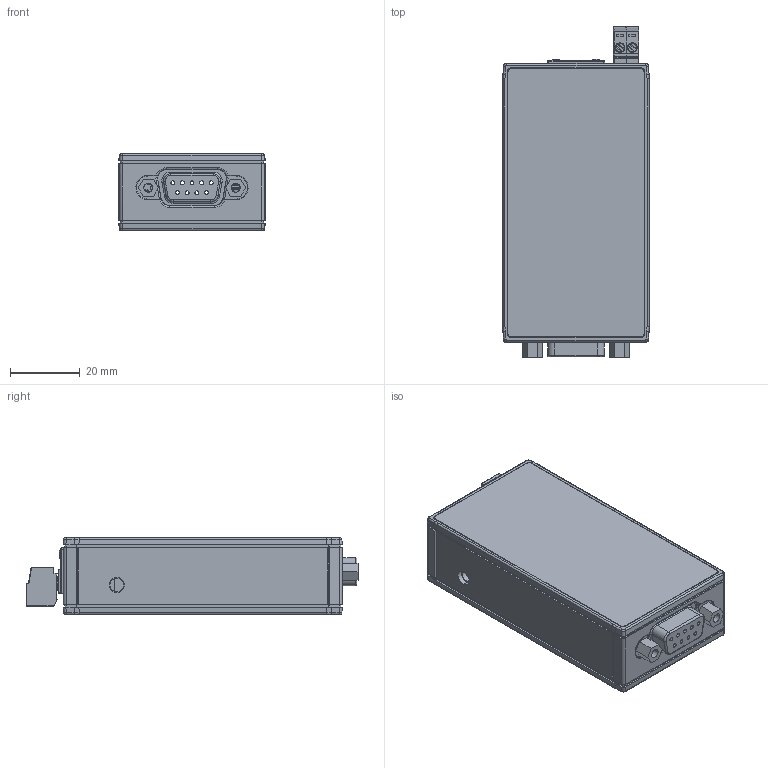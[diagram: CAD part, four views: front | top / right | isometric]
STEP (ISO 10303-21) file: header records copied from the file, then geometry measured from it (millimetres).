
FILE_DESCRIPTION (( 'STEP AP214' ), '1' );
FILE_NAME ('XTENDEX ST-C5RS-LC.STEP', '2020-10-19T13:13:30', ( '' ), ( '' ), 'SwSTEP 2.0', 'SolidWorks 2011', '' );
FILE_SCHEMA (( 'AUTOMOTIVE_DESIGN' ));
Length unit declared in the file: inch
Products named in the file (1): XTENDEX ST-C5RS-LC
Bounding box: 42 x 95.2 x 22.05 mm (x, y, z)
Surface area: 21016.8 mm2 (no closed solid volume)
Topology: 0 solids, 30 shells, 549 faces, 2023 edges, 1483 vertices
Faces by surface type: plane 285, cylinder 195, bspline 53, cone 16
Entity records: 31145 total; most frequent: CARTESIAN_POINT 7636, DIRECTION 3180, ORIENTED_EDGE 3104, EDGE_CURVE 2019, VERTEX_POINT 1483, LINE 1260, VECTOR 1260, AXIS2_PLACEMENT_3D 960
